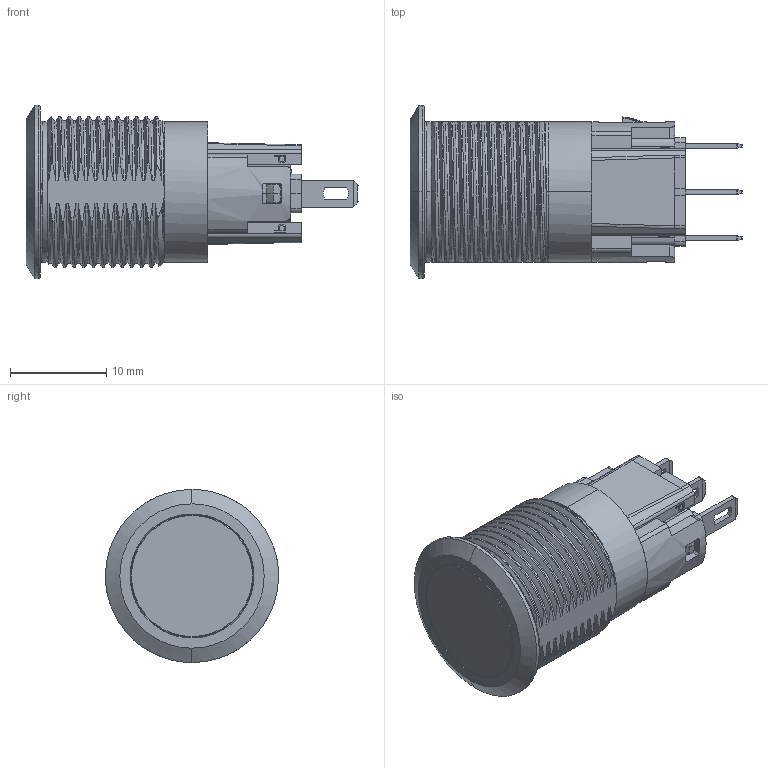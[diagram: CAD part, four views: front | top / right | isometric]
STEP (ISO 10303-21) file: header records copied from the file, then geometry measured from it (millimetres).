
FILE_DESCRIPTION(/* description */ ('PVB3F2x0xx'),/* implementation_level */ '2;1');
FILE_NAME(/* name */ 'PVB3F2x0xx.stp',/* time_stamp */ '2025-02-03T14:59:22-06:00',/* author */ ('mroman'),/* organization */ (''),/* preprocessor_version */ 'ST-DEVELOPER v18.1',/* originating_system */ 'Autodesk Inventor 2022',/* authorisation */ '');
FILE_SCHEMA (('AUTOMOTIVE_DESIGN { 1 0 10303 214 3 1 1 }'));
Products named in the file (1): PVB3F2x0xx
Bounding box: 34.52 x 18 x 18 mm (x, y, z)
Volume: 1523 mm3; surface area: 4374.9 mm2
Topology: 1 solids, 1 shells, 1011 faces, 2973 edges, 1957 vertices
Faces by surface type: plane 657, bspline 306, torus 23, cylinder 12, sphere 9, cone 4
Full cylindrical faces by diameter (mm): 12.75 x2
Entity records: 69716 total; most frequent: CARTESIAN_POINT 45266, ORIENTED_EDGE 5946, DIRECTION 3653, EDGE_CURVE 2973, LINE 1957, VECTOR 1957, VERTEX_POINT 1957, EDGE_LOOP 1044
